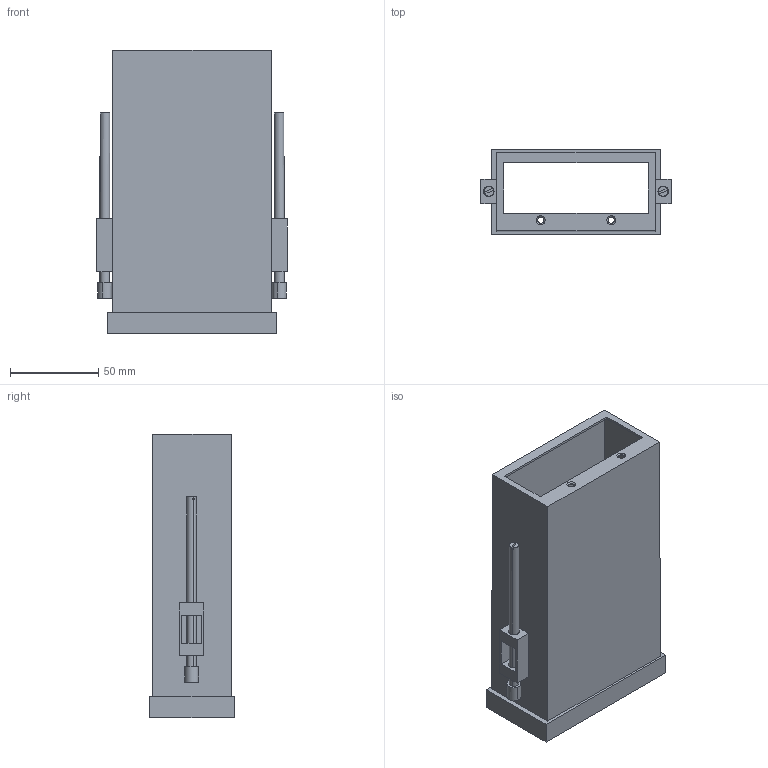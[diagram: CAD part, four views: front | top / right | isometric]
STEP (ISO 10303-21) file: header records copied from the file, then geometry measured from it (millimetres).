
FILE_DESCRIPTION (( 'STEP AP214' ), '1' );
FILE_NAME ('IC-048-02.STEP', '2022-01-24T10:07:10', ( '' ), ( '' ), 'SwSTEP 2.0', 'SolidWorks 2017', '' );
FILE_SCHEMA (( 'AUTOMOTIVE_DESIGN' ));
Length unit declared in the file: millimetre
Products named in the file (13): Case IC-048; Clamp-Metal-110; Clamp-Plastic-2; Clamp-Plastic-1; IC-048-02; Clamp-110
Assembly tree (6 placements, depth 3):
  Clamp-Metal-110
  Case IC-048
  Clamp-Plastic-2
  Clamp-Metal-110
  Clamp-Plastic-1
Bounding box: 107.92 x 48 x 160.75 mm (x, y, z)
Volume: 92809.3 mm3; surface area: 97529.3 mm2
Topology: 7 solids, 7 shells, 131 faces, 332 edges, 220 vertices
Faces by surface type: plane 103, cylinder 24, cone 4
Entity records: 3051 total; most frequent: CARTESIAN_POINT 483, DIRECTION 468, ORIENTED_EDGE 460, EDGE_CURVE 230, LINE 194, VECTOR 194, VERTEX_POINT 152, AXIS2_PLACEMENT_3D 137
